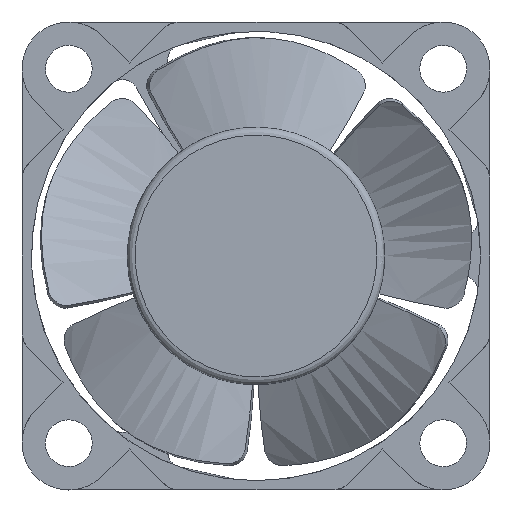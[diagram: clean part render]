
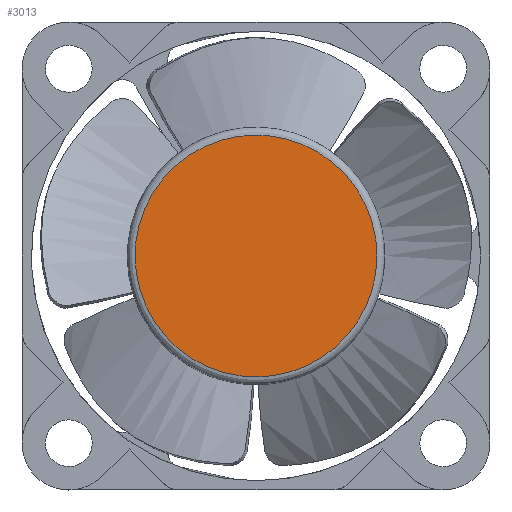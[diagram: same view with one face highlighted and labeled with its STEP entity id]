
A CAD part, front view. The second image highlights one B-rep face of the part: STEP entity #3013.
In plain terms, the highlighted free-form (B-spline) face has degree [1, 1] with [2, 2] control points.
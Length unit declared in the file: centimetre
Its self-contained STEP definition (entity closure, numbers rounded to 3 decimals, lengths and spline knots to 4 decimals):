
#2952 = CARTESIAN_POINT ('', (7.75, -9.5, 0.));
#2953 = VERTEX_POINT ('', #2952);
#2954 = CARTESIAN_POINT ('', (7.75, -9.5, 0.));
#2955 = CARTESIAN_POINT ('', (7.75, -9.5, -7.75));
#2956 = CARTESIAN_POINT ('', (0., -9.5, -7.75));
#2957 = CARTESIAN_POINT ('', (-7.75, -9.5, -7.75));
#2958 = CARTESIAN_POINT ('', (-7.75, -9.5, 0.));
#2959 = CARTESIAN_POINT ('', (-7.75, -9.5, 7.75));
#2960 = CARTESIAN_POINT ('', (0., -9.5, 7.75));
#2961 = CARTESIAN_POINT ('', (7.75, -9.5, 7.75));
#2962 = CARTESIAN_POINT ('', (7.75, -9.5, 0.));
#2963 = (
   BOUNDED_CURVE ()
   B_SPLINE_CURVE (2, (#2954, #2955, #2956, #2957, #2958, #2959, #2960, #2961, #2962), .UNSPECIFIED., .T., .U.)
   B_SPLINE_CURVE_WITH_KNOTS ((3, 2, 2, 2, 3), (0., 0.25, 0.5, 0.75, 1.), .UNSPECIFIED.)
   CURVE ()
   GEOMETRIC_REPRESENTATION_ITEM ()
   RATIONAL_B_SPLINE_CURVE ((1., 0.707, 1., 0.707, 1., 0.707, 1., 0.707, 1.))
   REPRESENTATION_ITEM ('')
);
#2964 = EDGE_CURVE ('', #2953, #2953, #2963, .T.);
#3005 = ORIENTED_EDGE ('', *, *, #2964, .F.);
#3006 = EDGE_LOOP ('', (#3005));
#3007 = FACE_OUTER_BOUND ('', #3006, .T.);
#3008 = CARTESIAN_POINT ('', (24.2052, -9.5, 23.4707));
#3009 = CARTESIAN_POINT ('', (24.2052, -9.5, -25.5318));
#3010 = CARTESIAN_POINT ('', (-24.7973, -9.5, 23.4707));
#3011 = CARTESIAN_POINT ('', (-24.7973, -9.5, -25.5318));
#3012 = B_SPLINE_SURFACE_WITH_KNOTS ('', 1, 1, ((#3008, #3009), (#3010, #3011)), .UNSPECIFIED., .F., .F., .U., (2, 2), (2, 2), (0., 1.), (0., 1.), .UNSPECIFIED.);
#3013 = ADVANCED_FACE ('', (#3007), #3012, .T.);
